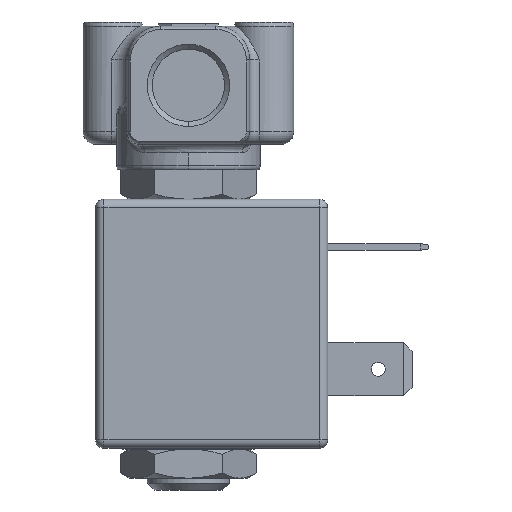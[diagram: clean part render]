
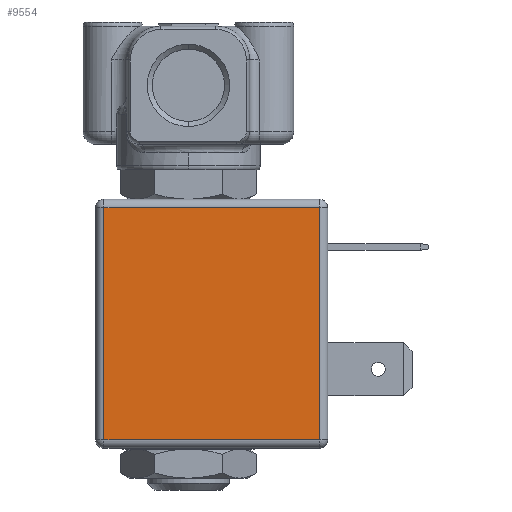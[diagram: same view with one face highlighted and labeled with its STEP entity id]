
A CAD part, front view. The second image highlights one B-rep face of the part: STEP entity #9554.
In plain terms, the highlighted face is planar.
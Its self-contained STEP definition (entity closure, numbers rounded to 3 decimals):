
#7879=DIRECTION('',(0.,0.,-1.));
#7880=VECTOR('',#7879,27.5);
#7881=CARTESIAN_POINT('',(15.5,11.,26.));
#7882=LINE('',#7881,#7880);
#7886=DIRECTION('',(1.,0.,0.));
#7887=VECTOR('',#7886,25.5);
#7888=CARTESIAN_POINT('',(-10.,11.,26.));
#7889=LINE('',#7888,#7887);
#7893=DIRECTION('',(0.,0.,1.));
#7894=VECTOR('',#7893,27.5);
#7895=CARTESIAN_POINT('',(-10.,11.,-1.5));
#7896=LINE('',#7895,#7894);
#7900=DIRECTION('',(-1.,0.,0.));
#7901=VECTOR('',#7900,25.5);
#7902=CARTESIAN_POINT('',(15.5,11.,-1.5));
#7903=LINE('',#7902,#7901);
#9131=CARTESIAN_POINT('',(15.5,11.,-1.5));
#9133=VERTEX_POINT('',#9131);
#9153=CARTESIAN_POINT('',(15.5,11.,26.));
#9154=VERTEX_POINT('',#9153);
#9155=CARTESIAN_POINT('',(-10.,11.,26.));
#9157=VERTEX_POINT('',#9155);
#9177=CARTESIAN_POINT('',(-10.,11.,-1.5));
#9178=VERTEX_POINT('',#9177);
#9541=CARTESIAN_POINT('',(0.,11.,27.));
#9542=DIRECTION('',(0.,1.,0.));
#9543=DIRECTION('',(-1.,0.,0.));
#9544=AXIS2_PLACEMENT_3D('',#9541,#9542,#9543);
#9545=PLANE('',#9544);
#9546=ORIENTED_EDGE('',*,*,#9531,.F.);
#9548=ORIENTED_EDGE('',*,*,#9547,.F.);
#9550=ORIENTED_EDGE('',*,*,#9549,.F.);
#9551=ORIENTED_EDGE('',*,*,#9507,.F.);
#9552=EDGE_LOOP('',(#9546,#9548,#9550,#9551));
#9553=FACE_OUTER_BOUND('',#9552,.F.);
#9554=ADVANCED_FACE('',(#9553),#9545,.T.);
#9507=EDGE_CURVE('',#9133,#9178,#7903,.T.);
#9531=EDGE_CURVE('',#9154,#9133,#7882,.T.);
#9547=EDGE_CURVE('',#9157,#9154,#7889,.T.);
#9549=EDGE_CURVE('',#9178,#9157,#7896,.T.);
